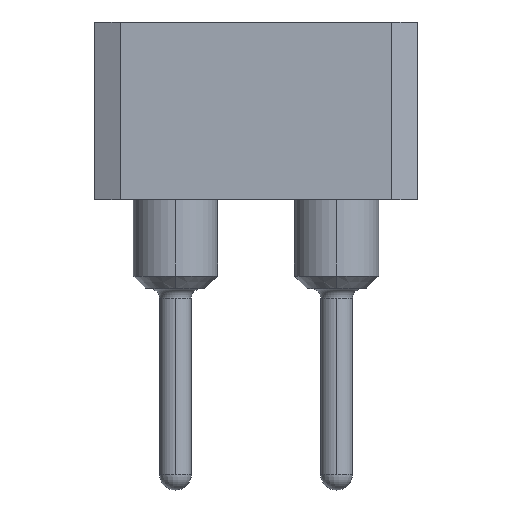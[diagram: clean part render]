
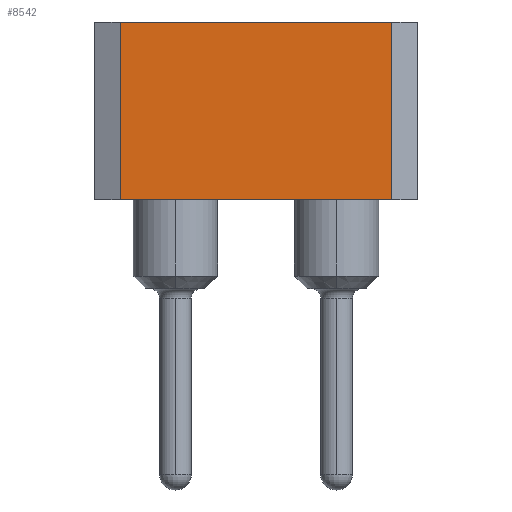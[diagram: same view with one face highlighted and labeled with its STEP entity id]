
A CAD part, front view. The second image highlights one B-rep face of the part: STEP entity #8542.
In plain terms, the highlighted planar face has unit normal (0, -1, 0).
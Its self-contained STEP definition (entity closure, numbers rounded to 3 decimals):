
#8516 = VERTEX_POINT('',#8517);
#8517 = CARTESIAN_POINT('',(0.87,-8.89,4.21));
#8523 = EDGE_CURVE('',#8524,#8516,#8526,.T.);
#8524 = VERTEX_POINT('',#8525);
#8525 = CARTESIAN_POINT('',(0.87,-8.89,1.41));
#8526 = LINE('',#8527,#8528);
#8527 = CARTESIAN_POINT('',(0.87,-8.89,1.41));
#8528 = VECTOR('',#8529,1.);
#8529 = DIRECTION('',(0.,0.,1.));
#8542 = ADVANCED_FACE('',(#8543),#8568,.T.);
#8543 = FACE_BOUND('',#8544,.T.);
#8544 = EDGE_LOOP('',(#8545,#8553,#8561,#8567));
#8545 = ORIENTED_EDGE('',*,*,#8546,.T.);
#8546 = EDGE_CURVE('',#8516,#8547,#8549,.T.);
#8547 = VERTEX_POINT('',#8548);
#8548 = CARTESIAN_POINT('',(-3.41,-8.89,4.21));
#8549 = LINE('',#8550,#8551);
#8550 = CARTESIAN_POINT('',(0.87,-8.89,4.21));
#8551 = VECTOR('',#8552,1.);
#8552 = DIRECTION('',(-1.,0.,0.));
#8553 = ORIENTED_EDGE('',*,*,#8554,.F.);
#8554 = EDGE_CURVE('',#8555,#8547,#8557,.T.);
#8555 = VERTEX_POINT('',#8556);
#8556 = CARTESIAN_POINT('',(-3.41,-8.89,1.41));
#8557 = LINE('',#8558,#8559);
#8558 = CARTESIAN_POINT('',(-3.41,-8.89,1.41));
#8559 = VECTOR('',#8560,1.);
#8560 = DIRECTION('',(0.,0.,1.));
#8561 = ORIENTED_EDGE('',*,*,#8562,.F.);
#8562 = EDGE_CURVE('',#8524,#8555,#8563,.T.);
#8563 = LINE('',#8564,#8565);
#8564 = CARTESIAN_POINT('',(0.87,-8.89,1.41));
#8565 = VECTOR('',#8566,1.);
#8566 = DIRECTION('',(-1.,0.,0.));
#8567 = ORIENTED_EDGE('',*,*,#8523,.T.);
#8568 = PLANE('',#8569);
#8569 = AXIS2_PLACEMENT_3D('',#8570,#8571,#8572);
#8570 = CARTESIAN_POINT('',(-1.27,-8.89,1.41));
#8571 = DIRECTION('',(0.,-1.,0.));
#8572 = DIRECTION('',(1.,0.,0.));
